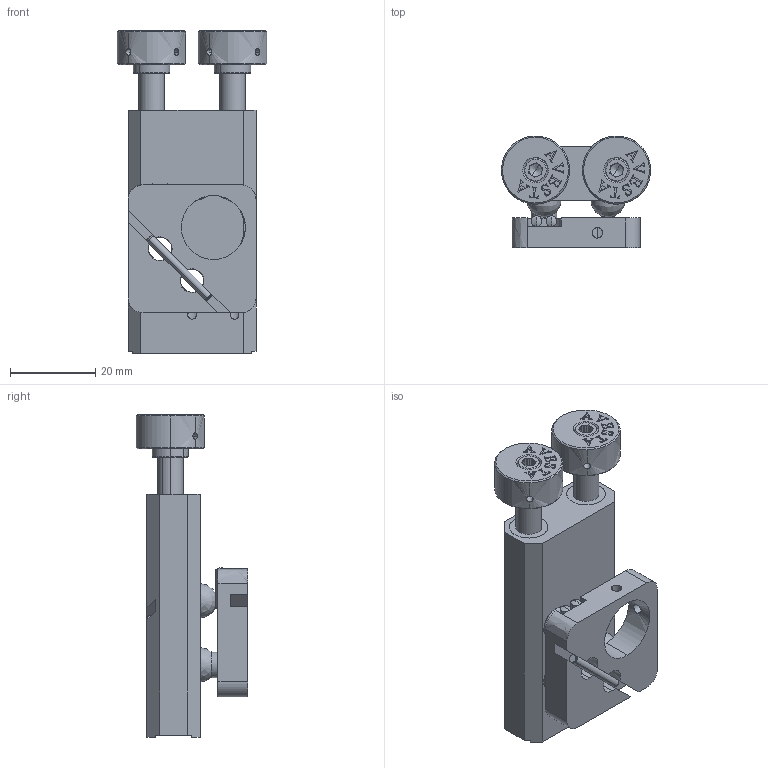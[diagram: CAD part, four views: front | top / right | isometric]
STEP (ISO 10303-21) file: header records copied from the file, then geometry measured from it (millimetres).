
FILE_DESCRIPTION(/* description */ (''),/* implementation_level */ '2;1');
FILE_NAME(/* name */ '01_MMS-TRB',/* time_stamp */ '2024-08-12T14:18:59+03:00',/* author */ (''),/* organization */ (''),/* preprocessor_version */ 'ST-DEVELOPER v15',/* originating_system */ '',/* authorisation */ '');
FILE_SCHEMA (('AUTOMOTIVE_DESIGN'));
Length unit declared in the file: millimetre
Products named in the file (1): Document
Bounding box: 34.98 x 26.15 x 75.64 mm (x, y, z)
Volume: 25996.5 mm3; surface area: 17699.7 mm2
Topology: 17 solids, 17 shells, 612 faces, 1707 edges, 1115 vertices
Faces by surface type: bspline 320, plane 292
Entity records: 20892 total; most frequent: CARTESIAN_POINT 10644, ORIENTED_EDGE 3338, EDGE_CURVE 1669, VERTEX_POINT 1115, B_SPLINE_CURVE_WITH_KNOTS 1091, EDGE_LOOP 676, ADVANCED_FACE 612, FACE_OUTER_BOUND 612
